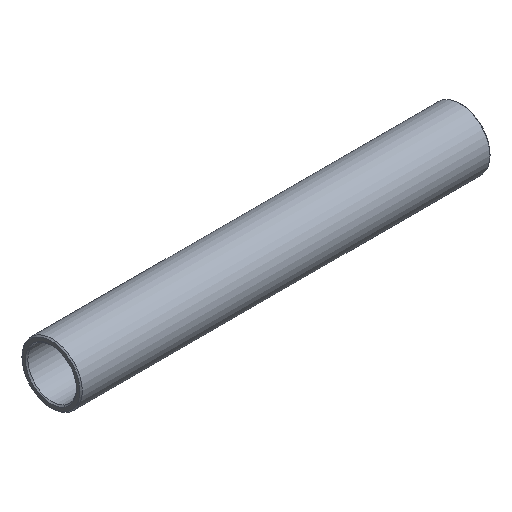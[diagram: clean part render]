
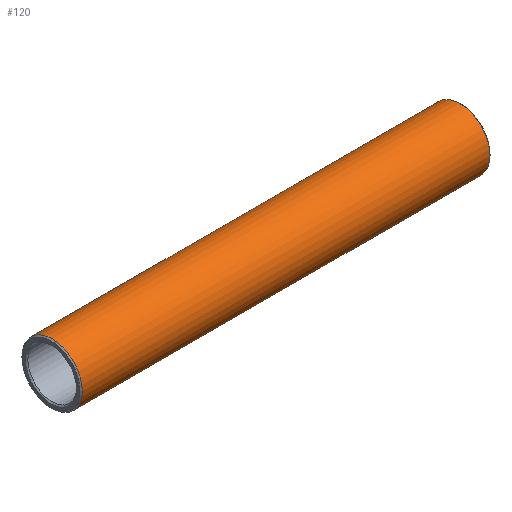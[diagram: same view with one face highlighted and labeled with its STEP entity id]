
A CAD part, isometric view. The second image highlights one B-rep face of the part: STEP entity #120.
In plain terms, the highlighted cylindrical face has radius 7.812 mm (diameter 15.625 mm), a full revolution.
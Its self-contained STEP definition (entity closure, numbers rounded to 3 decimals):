
#75 = VERTEX_POINT('',#76);
#76 = CARTESIAN_POINT('',(0.3,0.,7.813));
#84 = EDGE_CURVE('',#75,#75,#85,.T.);
#85 = CIRCLE('',#86,7.813);
#86 = AXIS2_PLACEMENT_3D('',#87,#88,#89);
#87 = CARTESIAN_POINT('',(0.3,0.,0.));
#88 = DIRECTION('',(1.,0.,0.));
#89 = DIRECTION('',(0.,0.,1.));
#120 = ADVANCED_FACE('',(#121),#140,.T.);
#121 = FACE_BOUND('',#122,.T.);
#122 = EDGE_LOOP('',(#123,#131,#132,#133));
#123 = ORIENTED_EDGE('',*,*,#124,.F.);
#124 = EDGE_CURVE('',#75,#125,#127,.T.);
#125 = VERTEX_POINT('',#126);
#126 = CARTESIAN_POINT('',(105.95,0.,7.813));
#127 = LINE('',#128,#129);
#128 = CARTESIAN_POINT('',(0.,0.,7.813));
#129 = VECTOR('',#130,1.);
#130 = DIRECTION('',(1.,0.,0.));
#131 = ORIENTED_EDGE('',*,*,#84,.T.);
#132 = ORIENTED_EDGE('',*,*,#124,.T.);
#133 = ORIENTED_EDGE('',*,*,#134,.F.);
#134 = EDGE_CURVE('',#125,#125,#135,.T.);
#135 = CIRCLE('',#136,7.813);
#136 = AXIS2_PLACEMENT_3D('',#137,#138,#139);
#137 = CARTESIAN_POINT('',(105.95,0.,0.));
#138 = DIRECTION('',(1.,0.,0.));
#139 = DIRECTION('',(0.,0.,1.));
#140 = CYLINDRICAL_SURFACE('',#141,7.813);
#141 = AXIS2_PLACEMENT_3D('',#142,#143,#144);
#142 = CARTESIAN_POINT('',(0.,0.,0.));
#143 = DIRECTION('',(1.,0.,0.));
#144 = DIRECTION('',(0.,0.,1.));
